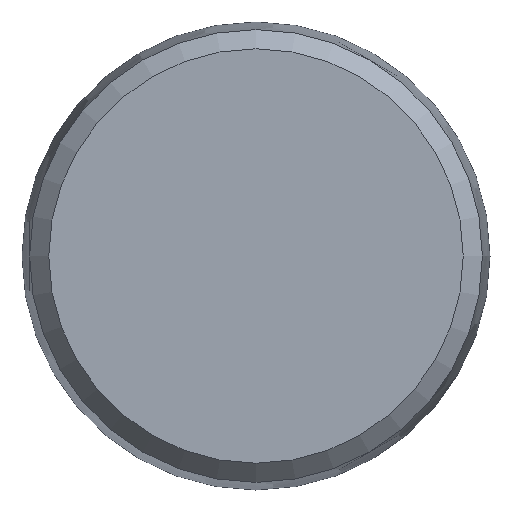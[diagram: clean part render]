
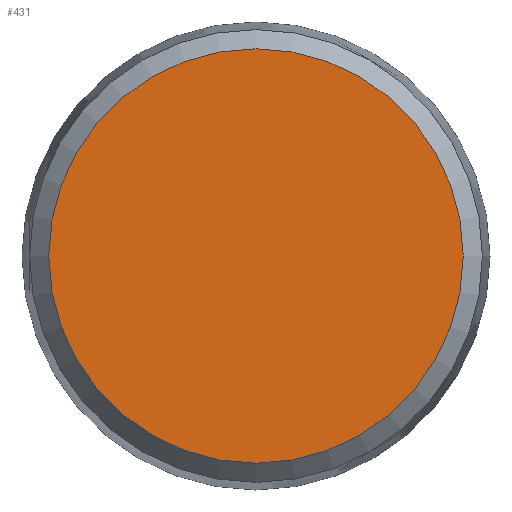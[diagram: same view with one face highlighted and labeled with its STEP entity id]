
A CAD part, front view. The second image highlights one B-rep face of the part: STEP entity #431.
In plain terms, the highlighted planar face has unit normal (0, -1, 0).
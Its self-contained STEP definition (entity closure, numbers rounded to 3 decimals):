
#22=PLANE('',#488);
#119=CIRCLE('',#487,11.66);
#172=ORIENTED_EDGE('',*,*,#281,.T.);
#281=EDGE_CURVE('',#335,#335,#119,.T.);
#335=VERTEX_POINT('',#754);
#367=EDGE_LOOP('',(#172));
#399=FACE_BOUND('',#367,.T.);
#431=ADVANCED_FACE('',(#399),#22,.F.);
#487=AXIS2_PLACEMENT_3D('',#753,#568,#569);
#488=AXIS2_PLACEMENT_3D('',#755,#570,#571);
#568=DIRECTION('',(0.,-1.,0.));
#569=DIRECTION('',(1.,0.,0.));
#570=DIRECTION('',(0.,1.,0.));
#571=DIRECTION('',(-1.,0.,0.));
#753=CARTESIAN_POINT('',(0.,0.,0.));
#754=CARTESIAN_POINT('',(11.66,0.,0.));
#755=CARTESIAN_POINT('',(11.66,0.,0.));
